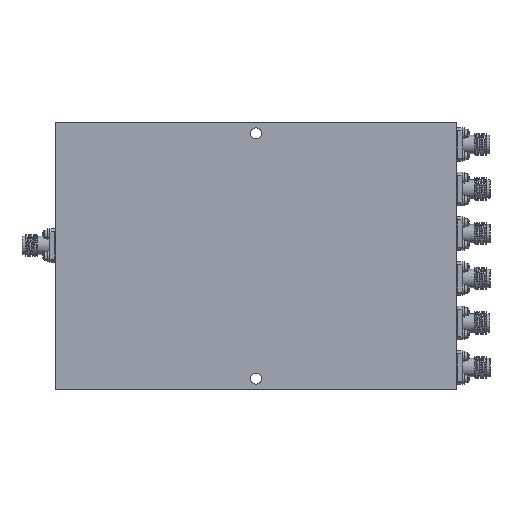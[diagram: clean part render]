
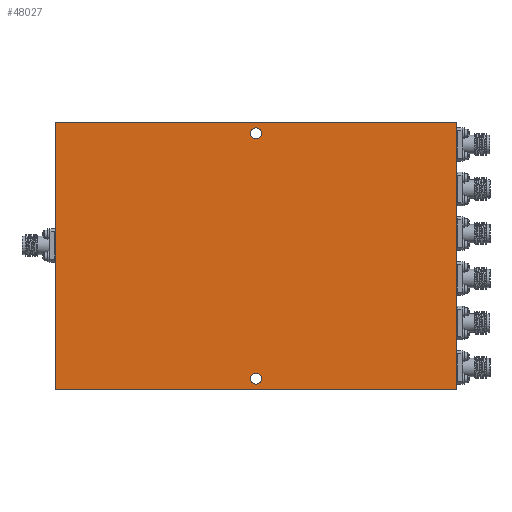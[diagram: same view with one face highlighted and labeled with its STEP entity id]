
A CAD part, front view. The second image highlights one B-rep face of the part: STEP entity #48027.
In plain terms, the highlighted planar face has unit normal (0, -1, 0).
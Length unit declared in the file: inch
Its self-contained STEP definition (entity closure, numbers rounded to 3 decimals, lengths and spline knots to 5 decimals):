
#107 = ORIENTED_EDGE ( 'NONE', *, *, #68019, .F. ) ;
#1501 = DIRECTION ( 'NONE',  ( 1., 0., 0. ) ) ;
#2630 = ORIENTED_EDGE ( 'NONE', *, *, #25407, .F. ) ;
#6172 = EDGE_CURVE ( 'NONE', #80629, #83602, #12430, .T. ) ;
#7069 = DIRECTION ( 'NONE',  ( -1., 0., 0. ) ) ;
#8504 = CARTESIAN_POINT ( 'NONE',  ( 2.25, -0.38, 1.5 ) ) ;
#8785 = CIRCLE ( 'NONE', #28575, 0.0625 ) ;
#10252 = EDGE_CURVE ( 'NONE', #27800, #27800, #8785, .T. ) ;
#12430 = LINE ( 'NONE', #47488, #48853 ) ;
#17364 = PLANE ( 'NONE',  #43628 ) ;
#17854 = CARTESIAN_POINT ( 'NONE',  ( 0., -0.38, 0. ) ) ;
#18301 = DIRECTION ( 'NONE',  ( 0., 1., 0. ) ) ;
#18856 = VECTOR ( 'NONE', #7069, 39.37008 ) ;
#23356 = DIRECTION ( 'NONE',  ( 0., 0., 1. ) ) ;
#25407 = EDGE_CURVE ( 'NONE', #83602, #50797, #71486, .T. ) ;
#25705 = DIRECTION ( 'NONE',  ( 0., 1., 0. ) ) ;
#26401 = FACE_BOUND ( 'NONE', #53087, .T. ) ;
#27800 = VERTEX_POINT ( 'NONE', #56647 ) ;
#27852 = ORIENTED_EDGE ( 'NONE', *, *, #60824, .F. ) ;
#28575 = AXIS2_PLACEMENT_3D ( 'NONE', #37999, #30016, #23356 ) ;
#30016 = DIRECTION ( 'NONE',  ( 0., 1., 0. ) ) ;
#30572 = VERTEX_POINT ( 'NONE', #65634 ) ;
#33644 = EDGE_LOOP ( 'NONE', ( #35289 ) ) ;
#34926 = DIRECTION ( 'NONE',  ( 0., 0., 1. ) ) ;
#35289 = ORIENTED_EDGE ( 'NONE', *, *, #10252, .T. ) ;
#37999 = CARTESIAN_POINT ( 'NONE',  ( 0., -0.38, 1.375 ) ) ;
#38720 = FACE_BOUND ( 'NONE', #33644, .T. ) ;
#43628 = AXIS2_PLACEMENT_3D ( 'NONE', #17854, #18301, #45795 ) ;
#45795 = DIRECTION ( 'NONE',  ( 0., 0., 1. ) ) ;
#46027 = DIRECTION ( 'NONE',  ( 0., 0., 1. ) ) ;
#47488 = CARTESIAN_POINT ( 'NONE',  ( 2.25, -0.38, -1.5 ) ) ;
#48027 = ADVANCED_FACE ( 'NONE', ( #26401, #38720, #75629 ), #17364, .F. ) ;
#48148 = LINE ( 'NONE', #77082, #73493 ) ;
#48853 = VECTOR ( 'NONE', #76427, 39.37008 ) ;
#50797 = VERTEX_POINT ( 'NONE', #81346 ) ;
#51052 = CARTESIAN_POINT ( 'NONE',  ( -2.25, -0.38, -1.5 ) ) ;
#53087 = EDGE_LOOP ( 'NONE', ( #78017 ) ) ;
#55422 = VECTOR ( 'NONE', #1501, 39.37008 ) ;
#56214 = ORIENTED_EDGE ( 'NONE', *, *, #6172, .F. ) ;
#56647 = CARTESIAN_POINT ( 'NONE',  ( 0., -0.38, 1.4375 ) ) ;
#60355 = VERTEX_POINT ( 'NONE', #70051 ) ;
#60824 = EDGE_CURVE ( 'NONE', #60355, #80629, #74416, .T. ) ;
#61154 = CARTESIAN_POINT ( 'NONE',  ( 0., -0.38, -1.375 ) ) ;
#64759 = CIRCLE ( 'NONE', #76862, 0.0625 ) ;
#65634 = CARTESIAN_POINT ( 'NONE',  ( 0., -0.38, -1.3125 ) ) ;
#66417 = CARTESIAN_POINT ( 'NONE',  ( -2.25, -0.38, 1.5 ) ) ;
#68019 = EDGE_CURVE ( 'NONE', #50797, #60355, #48148, .T. ) ;
#70051 = CARTESIAN_POINT ( 'NONE',  ( -2.25, -0.38, 1.5 ) ) ;
#70800 = CARTESIAN_POINT ( 'NONE',  ( 2.25, -0.38, -1.5 ) ) ;
#71486 = LINE ( 'NONE', #51052, #18856 ) ;
#73493 = VECTOR ( 'NONE', #34926, 39.37008 ) ;
#74416 = LINE ( 'NONE', #66417, #55422 ) ;
#74616 = EDGE_CURVE ( 'NONE', #30572, #30572, #64759, .T. ) ;
#75629 = FACE_OUTER_BOUND ( 'NONE', #89280, .T. ) ;
#76427 = DIRECTION ( 'NONE',  ( 0., 0., -1. ) ) ;
#76862 = AXIS2_PLACEMENT_3D ( 'NONE', #61154, #25705, #46027 ) ;
#77082 = CARTESIAN_POINT ( 'NONE',  ( -2.25, -0.38, -1.5 ) ) ;
#78017 = ORIENTED_EDGE ( 'NONE', *, *, #74616, .T. ) ;
#80629 = VERTEX_POINT ( 'NONE', #8504 ) ;
#81346 = CARTESIAN_POINT ( 'NONE',  ( -2.25, -0.38, -1.5 ) ) ;
#83602 = VERTEX_POINT ( 'NONE', #70800 ) ;
#89280 = EDGE_LOOP ( 'NONE', ( #107, #2630, #56214, #27852 ) ) ;
